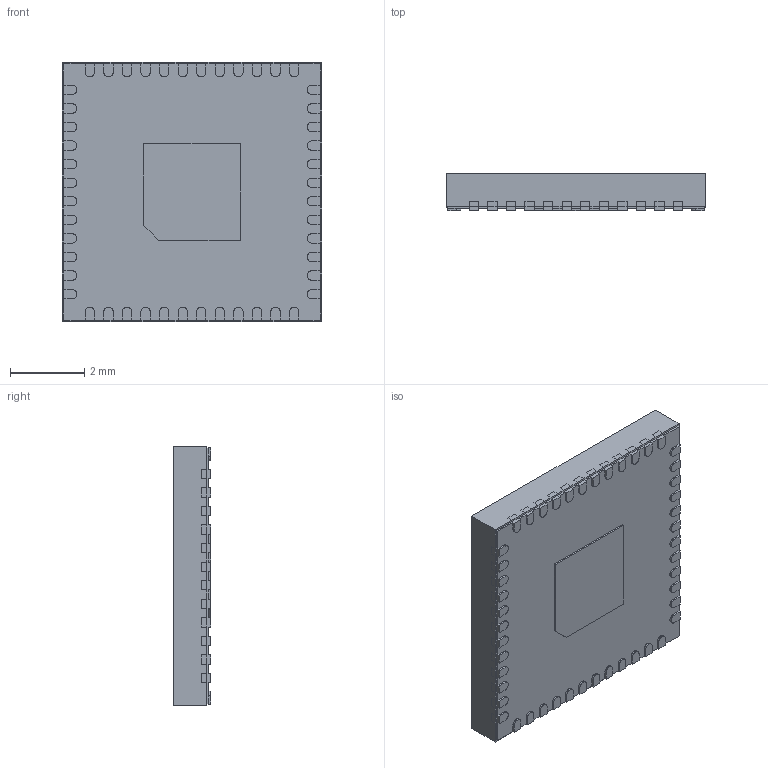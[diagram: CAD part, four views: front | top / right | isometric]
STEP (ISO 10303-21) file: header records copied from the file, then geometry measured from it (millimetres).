
FILE_DESCRIPTION (( 'STEP AP214' ), '1' );
FILE_NAME ('STSPIN32F0A.STEP', '2024-01-18T06:48:28', ( 'LENOVO' ), ( '' ), 'SwSTEP 2.0', 'SolidWorks 2021', '' );
FILE_SCHEMA (( 'AUTOMOTIVE_DESIGN' ));
Length unit declared in the file: millimetre
Products named in the file (1): STSPIN32F0A
Bounding box: 7 x 1 x 7 mm (x, y, z)
Volume: 47 mm3; surface area: 172.4 mm2
Topology: 51 solids, 51 shells, 726 faces, 1866 edges, 1244 vertices
Faces by surface type: plane 602, cylinder 124
Entity records: 22302 total; most frequent: CARTESIAN_POINT 3837, ORIENTED_EDGE 3732, DIRECTION 3568, EDGE_CURVE 1866, VECTOR 1618, LINE 1618, VERTEX_POINT 1244, AXIS2_PLACEMENT_3D 975
